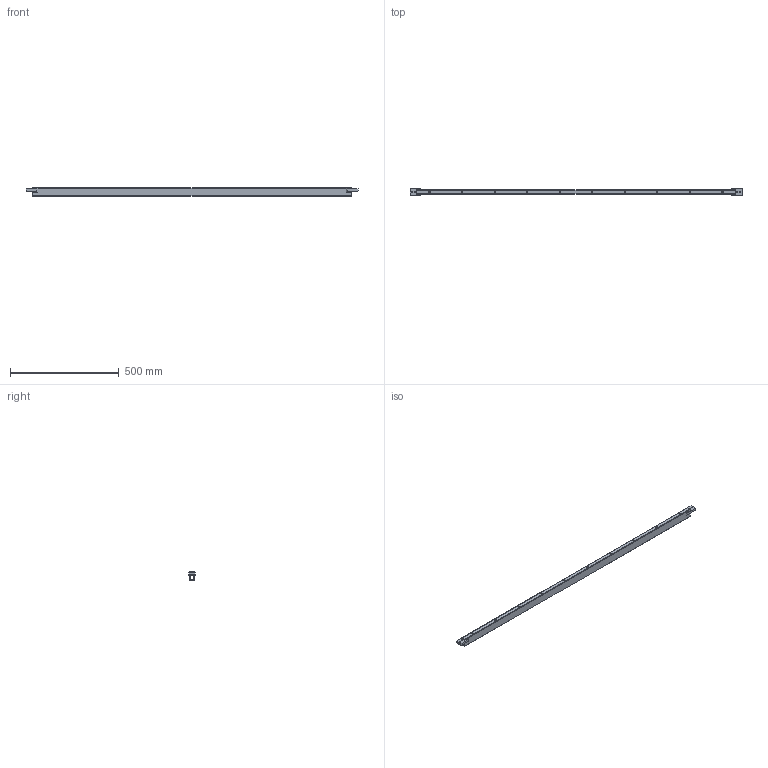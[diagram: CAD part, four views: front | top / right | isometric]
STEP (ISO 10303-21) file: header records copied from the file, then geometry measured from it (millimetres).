
FILE_DESCRIPTION(('STEP AP214'),'1');
FILE_NAME('3033084 EBB Quertraverse.stp','2025-08-04T11:04:23',(' '),(' '),'Spatial InterOp 3D',' ',' ');
FILE_SCHEMA(('AUTOMOTIVE_DESIGN { 1 0 10303 214 1 1 1 1 }'));
Length unit declared in the file: millimetre
Products named in the file (1): Kehlnaht 1-oa0
Bounding box: 1530 x 30 x 40 mm (x, y, z)
Volume: 344587.4 mm3; surface area: 332650.5 mm2
Topology: 1 solids, 1 shells, 96 faces, 283 edges, 173 vertices
Faces by surface type: plane 64, cylinder 28, cone 4
Full cylindrical faces by diameter (mm): 5.5 x20, 6.5 x4
Entity records: 3848 total; most frequent: CARTESIAN_POINT 517, DIRECTION 500, ORIENTED_EDGE 496, EDGE_CURVE 248, LINE 186, VECTOR 186, EDGE_LOOP 170, VERTEX_POINT 166
